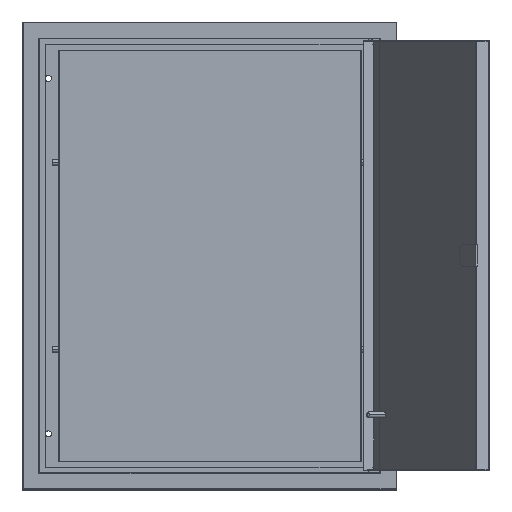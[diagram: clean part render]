
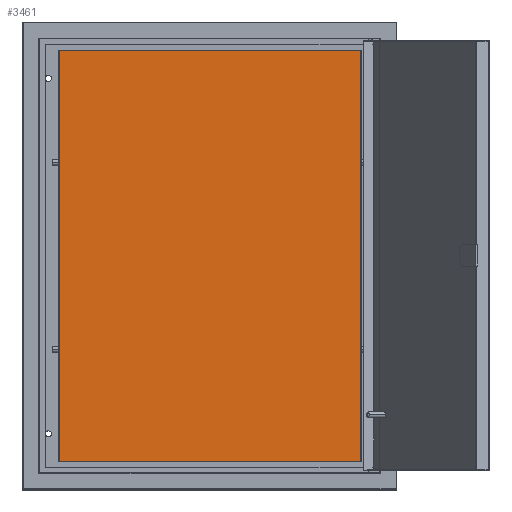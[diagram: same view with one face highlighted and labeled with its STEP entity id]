
A CAD part, top view. The second image highlights one B-rep face of the part: STEP entity #3461.
In plain terms, the highlighted planar face has unit normal (0, 0, 1).
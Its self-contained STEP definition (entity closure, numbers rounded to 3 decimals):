
#50 = ORIENTED_EDGE ( 'NONE', *, *, #1512, .T. ) ;
#80 = EDGE_CURVE ( 'NONE', #342, #2001, #4437, .T. ) ;
#183 = ORIENTED_EDGE ( 'NONE', *, *, #363, .F. ) ;
#342 = VERTEX_POINT ( 'NONE', #4038 ) ;
#363 = EDGE_CURVE ( 'NONE', #1440, #342, #1276, .T. ) ;
#450 = AXIS2_PLACEMENT_3D ( 'NONE', #2280, #774, #4456 ) ;
#597 = DIRECTION ( 'NONE',  ( -1., 0., 0. ) ) ;
#635 = VERTEX_POINT ( 'NONE', #2999 ) ;
#774 = DIRECTION ( 'NONE',  ( 0., 0., 1. ) ) ;
#1037 = DIRECTION ( 'NONE',  ( -1., 0., 0. ) ) ;
#1179 = VECTOR ( 'NONE', #4807, 1000. ) ;
#1192 = LINE ( 'NONE', #5219, #2361 ) ;
#1276 = LINE ( 'NONE', #1689, #1179 ) ;
#1440 = VERTEX_POINT ( 'NONE', #3419 ) ;
#1475 = DIRECTION ( 'NONE',  ( 0., -1., 0. ) ) ;
#1512 = EDGE_CURVE ( 'NONE', #1440, #635, #1192, .T. ) ;
#1689 = CARTESIAN_POINT ( 'NONE',  ( 162., 220., 0. ) ) ;
#2001 = VERTEX_POINT ( 'NONE', #4450 ) ;
#2280 = CARTESIAN_POINT ( 'NONE',  ( 0., 220., 0. ) ) ;
#2361 = VECTOR ( 'NONE', #1037, 1000. ) ;
#2559 = EDGE_LOOP ( 'NONE', ( #3475, #183, #50, #4816 ) ) ;
#2681 = CARTESIAN_POINT ( 'NONE',  ( -162., 220., 0. ) ) ;
#2811 = VECTOR ( 'NONE', #1475, 1000. ) ;
#2999 = CARTESIAN_POINT ( 'NONE',  ( -162., 220., 0. ) ) ;
#3031 = LINE ( 'NONE', #2681, #2811 ) ;
#3419 = CARTESIAN_POINT ( 'NONE',  ( 162., 220., 0. ) ) ;
#3461 = ADVANCED_FACE ( 'NONE', ( #4025 ), #3668, .T. ) ;
#3475 = ORIENTED_EDGE ( 'NONE', *, *, #80, .F. ) ;
#3668 = PLANE ( 'NONE',  #450 ) ;
#3846 = EDGE_CURVE ( 'NONE', #635, #2001, #3031, .T. ) ;
#4025 = FACE_OUTER_BOUND ( 'NONE', #2559, .T. ) ;
#4038 = CARTESIAN_POINT ( 'NONE',  ( 162., -220., 0. ) ) ;
#4437 = LINE ( 'NONE', #5182, #5019 ) ;
#4450 = CARTESIAN_POINT ( 'NONE',  ( -162., -220., 0. ) ) ;
#4456 = DIRECTION ( 'NONE',  ( 1., 0., 0. ) ) ;
#4807 = DIRECTION ( 'NONE',  ( 0., -1., 0. ) ) ;
#4816 = ORIENTED_EDGE ( 'NONE', *, *, #3846, .T. ) ;
#5019 = VECTOR ( 'NONE', #597, 1000. ) ;
#5182 = CARTESIAN_POINT ( 'NONE',  ( 0., -220., 0. ) ) ;
#5219 = CARTESIAN_POINT ( 'NONE',  ( 0., 220., 0. ) ) ;
